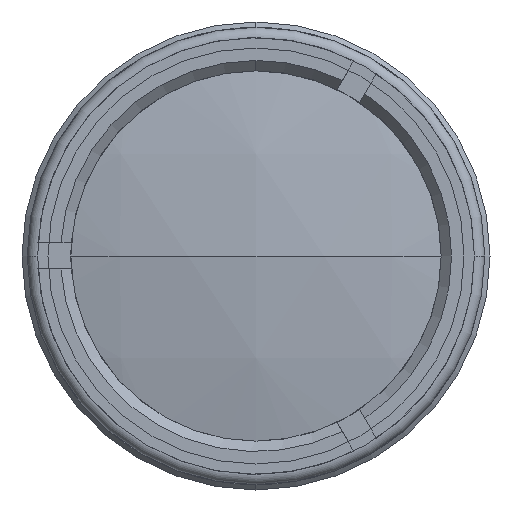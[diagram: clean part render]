
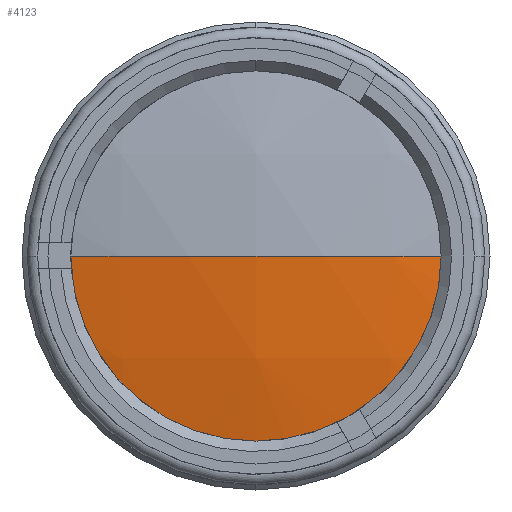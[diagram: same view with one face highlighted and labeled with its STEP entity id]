
A CAD part, left-side view. The second image highlights one B-rep face of the part: STEP entity #4123.
In plain terms, the highlighted spherical face has radius 87.5 mm.
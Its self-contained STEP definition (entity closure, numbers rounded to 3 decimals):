
#243 = CIRCLE ( 'NONE', #2441, 87.5 ) ;
#273 = ORIENTED_EDGE ( 'NONE', *, *, #4976, .T. ) ;
#401 = FACE_OUTER_BOUND ( 'NONE', #5192, .T. ) ;
#510 = VERTEX_POINT ( 'NONE', #3641 ) ;
#684 = CARTESIAN_POINT ( 'NONE',  ( 8.616, 0., 0. ) ) ;
#930 = DIRECTION ( 'NONE',  ( -1., 0., 0. ) ) ;
#1034 = SPHERICAL_SURFACE ( 'NONE', #2889, 87.5 ) ;
#1264 = DIRECTION ( 'NONE',  ( 0., 0., 1. ) ) ;
#1533 = CIRCLE ( 'NONE', #2277, 87.5 ) ;
#1752 = CARTESIAN_POINT ( 'NONE',  ( 8.616, 0., 0. ) ) ;
#2052 = ORIENTED_EDGE ( 'NONE', *, *, #4966, .F. ) ;
#2130 = DIRECTION ( 'NONE',  ( 0., 1., 0. ) ) ;
#2269 = AXIS2_PLACEMENT_3D ( 'NONE', #3356, #930, #3815 ) ;
#2277 = AXIS2_PLACEMENT_3D ( 'NONE', #3797, #1264, #4257 ) ;
#2441 = AXIS2_PLACEMENT_3D ( 'NONE', #1752, #4867, #2130 ) ;
#2594 = DIRECTION ( 'NONE',  ( 0., 1., 0. ) ) ;
#2850 = VERTEX_POINT ( 'NONE', #3113 ) ;
#2889 = AXIS2_PLACEMENT_3D ( 'NONE', #684, #5256, #2594 ) ;
#3113 = CARTESIAN_POINT ( 'NONE',  ( -76.683, -19.5, 0. ) ) ;
#3356 = CARTESIAN_POINT ( 'NONE',  ( -76.683, 0., 0. ) ) ;
#3565 = CARTESIAN_POINT ( 'NONE',  ( -76.683, 19.5, 0. ) ) ;
#3641 = CARTESIAN_POINT ( 'NONE',  ( -78.884, 0., 0. ) ) ;
#3797 = CARTESIAN_POINT ( 'NONE',  ( 8.616, 0., 0. ) ) ;
#3815 = DIRECTION ( 'NONE',  ( 0., 0., 1. ) ) ;
#3921 = ORIENTED_EDGE ( 'NONE', *, *, #4786, .T. ) ;
#4123 = ADVANCED_FACE ( 'NONE', ( #401 ), #1034, .T. ) ;
#4257 = DIRECTION ( 'NONE',  ( 0., -1., 0. ) ) ;
#4429 = VERTEX_POINT ( 'NONE', #3565 ) ;
#4786 = EDGE_CURVE ( 'NONE', #2850, #510, #243, .T. ) ;
#4823 = CIRCLE ( 'NONE', #2269, 19.5 ) ;
#4867 = DIRECTION ( 'NONE',  ( 0., 0., -1. ) ) ;
#4966 = EDGE_CURVE ( 'NONE', #4429, #510, #1533, .T. ) ;
#4976 = EDGE_CURVE ( 'NONE', #4429, #2850, #4823, .T. ) ;
#5192 = EDGE_LOOP ( 'NONE', ( #273, #3921, #2052 ) ) ;
#5256 = DIRECTION ( 'NONE',  ( 0., 0., -1. ) ) ;
